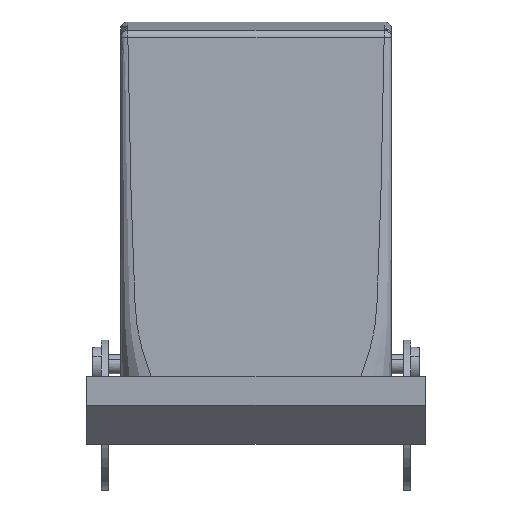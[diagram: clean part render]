
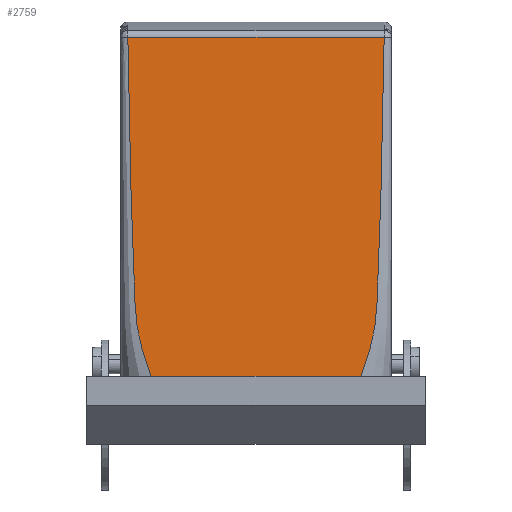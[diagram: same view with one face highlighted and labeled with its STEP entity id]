
A CAD part, front view. The second image highlights one B-rep face of the part: STEP entity #2759.
In plain terms, the highlighted planar face has unit normal (0, -1, 0.013).
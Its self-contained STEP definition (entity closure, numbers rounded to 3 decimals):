
#2746=AXIS2_PLACEMENT_3D('Plane Axis2P3D',#2743,#2744,#2745) ;
#744=CARTESIAN_POINT('Vertex',(14.5,24.8,19.8)) ;
#813=CARTESIAN_POINT('Vertex',(55.5,24.8,19.8)) ;
#816=CARTESIAN_POINT('Line Origine',(35.,24.8,19.8)) ;
#1756=CARTESIAN_POINT('Vertex',(8.512,25.765,93.541)) ;
#1797=CARTESIAN_POINT('Control Point',(8.512,25.765,93.541)) ;
#1798=CARTESIAN_POINT('Control Point',(8.528,25.743,91.851)) ;
#1799=CARTESIAN_POINT('Control Point',(8.546,25.721,90.163)) ;
#1800=CARTESIAN_POINT('Control Point',(8.567,25.699,88.474)) ;
#1801=CARTESIAN_POINT('Control Point',(8.667,25.604,81.225)) ;
#1802=CARTESIAN_POINT('Control Point',(8.816,25.509,73.977)) ;
#1803=CARTESIAN_POINT('Control Point',(8.959,25.437,68.428)) ;
#1804=CARTESIAN_POINT('Control Point',(9.175,25.336,60.778)) ;
#1805=CARTESIAN_POINT('Control Point',(9.424,25.236,53.129)) ;
#1806=CARTESIAN_POINT('Control Point',(9.495,25.209,51.027)) ;
#1807=CARTESIAN_POINT('Control Point',(9.607,25.168,47.874)) ;
#1808=CARTESIAN_POINT('Control Point',(9.729,25.126,44.722)) ;
#1809=CARTESIAN_POINT('Control Point',(9.771,25.112,43.671)) ;
#1810=CARTESIAN_POINT('Control Point',(9.836,25.092,42.095)) ;
#1811=CARTESIAN_POINT('Control Point',(9.906,25.071,40.519)) ;
#1812=CARTESIAN_POINT('Control Point',(9.929,25.064,39.993)) ;
#1813=CARTESIAN_POINT('Control Point',(9.966,25.054,39.21)) ;
#1814=CARTESIAN_POINT('Control Point',(10.003,25.044,38.427)) ;
#1815=CARTESIAN_POINT('Control Point',(10.016,25.04,38.144)) ;
#1816=CARTESIAN_POINT('Control Point',(10.042,25.033,37.624)) ;
#1817=CARTESIAN_POINT('Control Point',(10.073,25.027,37.104)) ;
#1818=CARTESIAN_POINT('Control Point',(10.089,25.023,36.842)) ;
#1819=CARTESIAN_POINT('Control Point',(10.173,25.007,35.642)) ;
#1820=CARTESIAN_POINT('Control Point',(10.299,24.992,34.445)) ;
#1821=CARTESIAN_POINT('Control Point',(10.435,24.98,33.513)) ;
#1822=CARTESIAN_POINT('Control Point',(10.834,24.951,31.369)) ;
#1823=CARTESIAN_POINT('Control Point',(11.406,24.924,29.25)) ;
#1824=CARTESIAN_POINT('Control Point',(11.776,24.908,28.053)) ;
#1825=CARTESIAN_POINT('Control Point',(12.556,24.877,25.69)) ;
#1826=CARTESIAN_POINT('Control Point',(13.365,24.846,23.333)) ;
#1827=CARTESIAN_POINT('Control Point',(13.759,24.831,22.159)) ;
#1828=CARTESIAN_POINT('Control Point',(14.135,24.815,20.98)) ;
#1829=CARTESIAN_POINT('Control Point',(14.5,24.8,19.8)) ;
#2686=CARTESIAN_POINT('Control Point',(61.488,25.765,93.541)) ;
#2687=CARTESIAN_POINT('Control Point',(61.472,25.743,91.851)) ;
#2688=CARTESIAN_POINT('Control Point',(61.454,25.721,90.163)) ;
#2689=CARTESIAN_POINT('Control Point',(61.433,25.699,88.474)) ;
#2690=CARTESIAN_POINT('Control Point',(61.333,25.604,81.225)) ;
#2691=CARTESIAN_POINT('Control Point',(61.184,25.509,73.977)) ;
#2692=CARTESIAN_POINT('Control Point',(61.041,25.437,68.428)) ;
#2693=CARTESIAN_POINT('Control Point',(60.825,25.336,60.778)) ;
#2694=CARTESIAN_POINT('Control Point',(60.576,25.236,53.129)) ;
#2695=CARTESIAN_POINT('Control Point',(60.505,25.209,51.027)) ;
#2696=CARTESIAN_POINT('Control Point',(60.393,25.168,47.874)) ;
#2697=CARTESIAN_POINT('Control Point',(60.271,25.126,44.722)) ;
#2698=CARTESIAN_POINT('Control Point',(60.229,25.112,43.671)) ;
#2699=CARTESIAN_POINT('Control Point',(60.164,25.092,42.095)) ;
#2700=CARTESIAN_POINT('Control Point',(60.094,25.071,40.519)) ;
#2701=CARTESIAN_POINT('Control Point',(60.071,25.064,39.993)) ;
#2702=CARTESIAN_POINT('Control Point',(60.034,25.054,39.21)) ;
#2703=CARTESIAN_POINT('Control Point',(59.997,25.044,38.427)) ;
#2704=CARTESIAN_POINT('Control Point',(59.984,25.04,38.144)) ;
#2705=CARTESIAN_POINT('Control Point',(59.958,25.033,37.624)) ;
#2706=CARTESIAN_POINT('Control Point',(59.927,25.027,37.104)) ;
#2707=CARTESIAN_POINT('Control Point',(59.911,25.023,36.842)) ;
#2708=CARTESIAN_POINT('Control Point',(59.827,25.007,35.642)) ;
#2709=CARTESIAN_POINT('Control Point',(59.701,24.992,34.445)) ;
#2710=CARTESIAN_POINT('Control Point',(59.565,24.98,33.513)) ;
#2711=CARTESIAN_POINT('Control Point',(59.166,24.951,31.369)) ;
#2712=CARTESIAN_POINT('Control Point',(58.594,24.924,29.25)) ;
#2713=CARTESIAN_POINT('Control Point',(58.224,24.908,28.053)) ;
#2714=CARTESIAN_POINT('Control Point',(57.444,24.877,25.69)) ;
#2715=CARTESIAN_POINT('Control Point',(56.635,24.846,23.333)) ;
#2716=CARTESIAN_POINT('Control Point',(56.241,24.831,22.159)) ;
#2717=CARTESIAN_POINT('Control Point',(55.865,24.815,20.98)) ;
#2718=CARTESIAN_POINT('Control Point',(55.5,24.8,19.8)) ;
#2719=CARTESIAN_POINT('Vertex',(61.488,25.765,93.541)) ;
#2743=CARTESIAN_POINT('Axis2P3D Location',(35.,26.757,169.276)) ;
#2748=CARTESIAN_POINT('Line Origine',(35.,25.765,93.541)) ;
#817=DIRECTION('Vector Direction',(-1.,0.,0.)) ;
#2744=DIRECTION('Axis2P3D Direction',(0.,-1.,0.013)) ;
#2745=DIRECTION('Axis2P3D XDirection',(-1.,0.,0.)) ;
#2749=DIRECTION('Vector Direction',(1.,0.,0.)) ;
#818=VECTOR('Line Direction',#817,1.) ;
#2750=VECTOR('Line Direction',#2749,1.) ;
#2754=ORIENTED_EDGE('',*,*,#1830,.F.) ;
#2755=ORIENTED_EDGE('',*,*,#820,.T.) ;
#2756=ORIENTED_EDGE('',*,*,#2721,.T.) ;
#2757=ORIENTED_EDGE('',*,*,#2752,.F.) ;
#2759=ADVANCED_FACE('Hood',(#2758),#2747,.T.) ;
#1796=B_SPLINE_CURVE_WITH_KNOTS('',5,(#1797,#1798,#1799,#1800,#1801,#1802,#1803,#1804,#1805,#1806,#1807,#1808,#1809,#1810,#1811,#1812,#1813,#1814,#1815,#1816,#1817,#1818,#1819,#1820,#1821,#1822,#1823,#1824,#1825,#1826,#1827,#1828,#1829),.UNSPECIFIED.,.F.,.U.,(6,3,3,3,3,3,3,3,3,3,6),(37.829,46.32,74.046,84.551,89.804,92.43,93.718,95.032,99.719,105.865,111.947),.UNSPECIFIED.) ;
#2685=B_SPLINE_CURVE_WITH_KNOTS('',5,(#2686,#2687,#2688,#2689,#2690,#2691,#2692,#2693,#2694,#2695,#2696,#2697,#2698,#2699,#2700,#2701,#2702,#2703,#2704,#2705,#2706,#2707,#2708,#2709,#2710,#2711,#2712,#2713,#2714,#2715,#2716,#2717,#2718),.UNSPECIFIED.,.F.,.U.,(6,3,3,3,3,3,3,3,3,3,6),(37.829,46.32,74.046,84.551,89.804,92.43,93.718,95.032,99.719,105.865,111.947),.UNSPECIFIED.) ;
#820=EDGE_CURVE('',#745,#814,#819,.F.) ;
#1830=EDGE_CURVE('',#745,#1757,#1796,.F.) ;
#2721=EDGE_CURVE('',#814,#2720,#2685,.F.) ;
#2752=EDGE_CURVE('',#1757,#2720,#2751,.T.) ;
#2753=EDGE_LOOP('',(#2754,#2755,#2756,#2757)) ;
#2758=FACE_OUTER_BOUND('',#2753,.T.) ;
#819=LINE('Line',#816,#818) ;
#2751=LINE('Line',#2748,#2750) ;
#2747=PLANE('',#2746) ;
#745=VERTEX_POINT('',#744) ;
#814=VERTEX_POINT('',#813) ;
#1757=VERTEX_POINT('',#1756) ;
#2720=VERTEX_POINT('',#2719) ;
